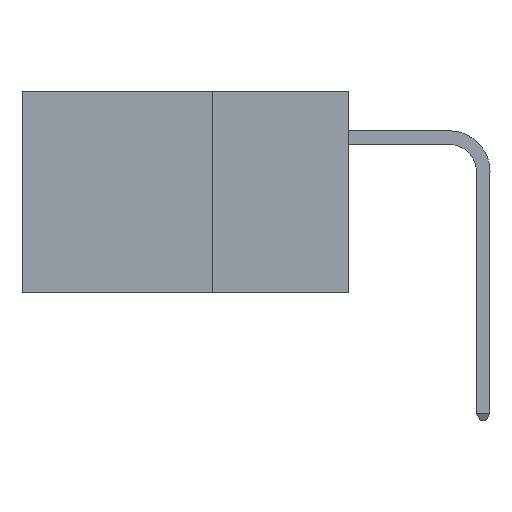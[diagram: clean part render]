
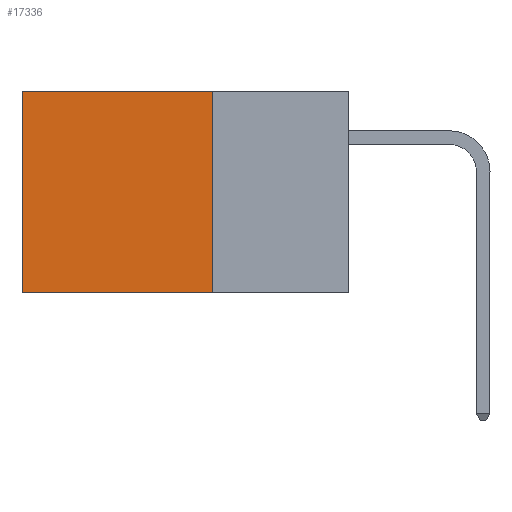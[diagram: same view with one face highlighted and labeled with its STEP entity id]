
A CAD part, left-side view. The second image highlights one B-rep face of the part: STEP entity #17336.
In plain terms, the highlighted planar face has unit normal (-1, 0, 0).
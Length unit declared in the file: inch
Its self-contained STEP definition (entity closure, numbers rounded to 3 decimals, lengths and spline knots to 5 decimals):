
#191 = LINE ( 'NONE', #22557, #5343 ) ;
#816 = DIRECTION ( 'NONE',  ( 0., 1., 0. ) ) ;
#1801 = PLANE ( 'NONE',  #16769 ) ;
#1925 = VECTOR ( 'NONE', #23673, 39.37008 ) ;
#2022 = ORIENTED_EDGE ( 'NONE', *, *, #4958, .F. ) ;
#3920 = CARTESIAN_POINT ( 'NONE',  ( 0.2875, 0.25, 0. ) ) ;
#4009 = DIRECTION ( 'NONE',  ( 1., 0., 0. ) ) ;
#4761 = EDGE_CURVE ( 'NONE', #11115, #9860, #8182, .T. ) ;
#4762 = CARTESIAN_POINT ( 'NONE',  ( 0.2875, 0.25, -0.37 ) ) ;
#4863 = VECTOR ( 'NONE', #816, 39.37008 ) ;
#4958 = EDGE_CURVE ( 'NONE', #9860, #26664, #13638, .T. ) ;
#5299 = EDGE_CURVE ( 'NONE', #11264, #26664, #191, .T. ) ;
#5343 = VECTOR ( 'NONE', #18293, 39.37008 ) ;
#5862 = CARTESIAN_POINT ( 'NONE',  ( 0.2875, 0.25, 0. ) ) ;
#8182 = LINE ( 'NONE', #5862, #8875 ) ;
#8875 = VECTOR ( 'NONE', #21009, 39.37008 ) ;
#9860 = VERTEX_POINT ( 'NONE', #4762 ) ;
#10118 = ORIENTED_EDGE ( 'NONE', *, *, #17674, .T. ) ;
#10778 = LINE ( 'NONE', #22447, #4863 ) ;
#11115 = VERTEX_POINT ( 'NONE', #11879 ) ;
#11264 = VERTEX_POINT ( 'NONE', #25169 ) ;
#11879 = CARTESIAN_POINT ( 'NONE',  ( 0.2875, 0.25, 0. ) ) ;
#13638 = LINE ( 'NONE', #21580, #1925 ) ;
#15426 = CARTESIAN_POINT ( 'NONE',  ( 0.2875, 0.6, -0.37 ) ) ;
#16769 = AXIS2_PLACEMENT_3D ( 'NONE', #3920, #4009, #19243 ) ;
#17336 = ADVANCED_FACE ( 'NONE', ( #24549 ), #1801, .F. ) ;
#17348 = EDGE_LOOP ( 'NONE', ( #22722, #2022, #20115, #10118 ) ) ;
#17674 = EDGE_CURVE ( 'NONE', #11115, #11264, #10778, .T. ) ;
#18293 = DIRECTION ( 'NONE',  ( 0., 0., -1. ) ) ;
#19243 = DIRECTION ( 'NONE',  ( 0., 0., -1. ) ) ;
#20115 = ORIENTED_EDGE ( 'NONE', *, *, #4761, .F. ) ;
#21009 = DIRECTION ( 'NONE',  ( 0., 0., -1. ) ) ;
#21580 = CARTESIAN_POINT ( 'NONE',  ( 0.2875, 0.25, -0.37 ) ) ;
#22447 = CARTESIAN_POINT ( 'NONE',  ( 0.2875, 0.25, 0. ) ) ;
#22557 = CARTESIAN_POINT ( 'NONE',  ( 0.2875, 0.6, 0. ) ) ;
#22722 = ORIENTED_EDGE ( 'NONE', *, *, #5299, .T. ) ;
#23673 = DIRECTION ( 'NONE',  ( 0., 1., 0. ) ) ;
#24549 = FACE_OUTER_BOUND ( 'NONE', #17348, .T. ) ;
#25169 = CARTESIAN_POINT ( 'NONE',  ( 0.2875, 0.6, 0. ) ) ;
#26664 = VERTEX_POINT ( 'NONE', #15426 ) ;
